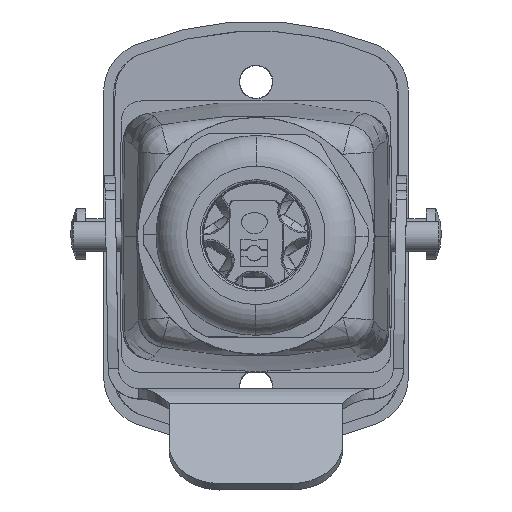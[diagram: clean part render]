
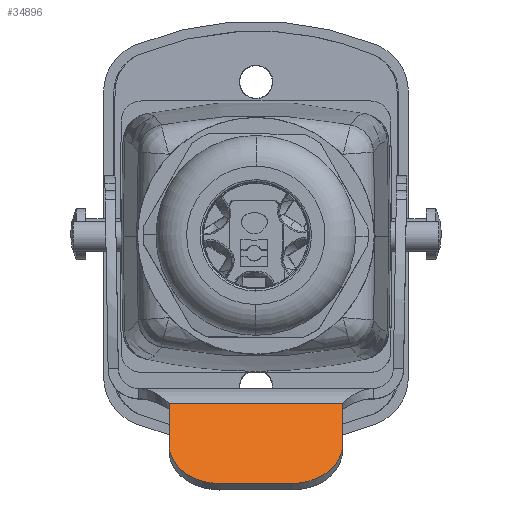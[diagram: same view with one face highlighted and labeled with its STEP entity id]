
A CAD part, top view. The second image highlights one B-rep face of the part: STEP entity #34896.
In plain terms, the highlighted planar face has unit normal (0, 0.643, 0.766).
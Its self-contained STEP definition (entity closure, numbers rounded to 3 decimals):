
#34847=AXIS2_PLACEMENT_3D('Plane Axis2P3D',#34844,#34845,#34846) ;
#34574=CARTESIAN_POINT('Vertex',(9.694,8.571,45.862)) ;
#34577=CARTESIAN_POINT('Line Origine',(23.999,8.571,45.866)) ;
#34581=CARTESIAN_POINT('Vertex',(26.767,8.571,45.866)) ;
#34844=CARTESIAN_POINT('Axis2P3D Location',(23.999,8.571,45.866)) ;
#34849=CARTESIAN_POINT('Line Origine',(9.693,4.607,49.188)) ;
#34853=CARTESIAN_POINT('Vertex',(9.693,4.473,49.301)) ;
#34857=CARTESIAN_POINT('Control Point',(9.693,4.473,49.301)) ;
#34858=CARTESIAN_POINT('Control Point',(9.693,3.27,50.311)) ;
#34859=CARTESIAN_POINT('Control Point',(10.308,2.065,51.321)) ;
#34860=CARTESIAN_POINT('Control Point',(11.55,1.114,52.12)) ;
#34861=CARTESIAN_POINT('Control Point',(13.122,0.643,52.516)) ;
#34862=CARTESIAN_POINT('Control Point',(14.693,0.643,52.516)) ;
#34863=CARTESIAN_POINT('Vertex',(14.693,0.643,52.516)) ;
#34866=CARTESIAN_POINT('Line Origine',(22.498,0.643,52.518)) ;
#34870=CARTESIAN_POINT('Vertex',(21.766,0.643,52.518)) ;
#34874=CARTESIAN_POINT('Control Point',(21.766,0.643,52.518)) ;
#34875=CARTESIAN_POINT('Control Point',(23.337,0.643,52.518)) ;
#34876=CARTESIAN_POINT('Control Point',(24.909,1.114,52.123)) ;
#34877=CARTESIAN_POINT('Control Point',(26.151,2.065,51.325)) ;
#34878=CARTESIAN_POINT('Control Point',(26.766,3.27,50.315)) ;
#34879=CARTESIAN_POINT('Control Point',(26.767,4.473,49.305)) ;
#34880=CARTESIAN_POINT('Vertex',(26.767,4.473,49.305)) ;
#34883=CARTESIAN_POINT('Line Origine',(26.767,4.607,49.193)) ;
#34578=DIRECTION('Vector Direction',(-1.,0.,0.)) ;
#34845=DIRECTION('Axis2P3D Direction',(0.,0.643,0.766)) ;
#34846=DIRECTION('Axis2P3D XDirection',(-1.,0.,0.)) ;
#34850=DIRECTION('Vector Direction',(0.,-0.766,0.643)) ;
#34867=DIRECTION('Vector Direction',(-1.,0.,0.)) ;
#34884=DIRECTION('Vector Direction',(0.,-0.766,0.643)) ;
#34579=VECTOR('Line Direction',#34578,1.) ;
#34851=VECTOR('Line Direction',#34850,1.) ;
#34868=VECTOR('Line Direction',#34867,1.) ;
#34885=VECTOR('Line Direction',#34884,1.) ;
#34889=ORIENTED_EDGE('',*,*,#34583,.F.) ;
#34890=ORIENTED_EDGE('',*,*,#34855,.T.) ;
#34891=ORIENTED_EDGE('',*,*,#34865,.T.) ;
#34892=ORIENTED_EDGE('',*,*,#34872,.T.) ;
#34893=ORIENTED_EDGE('',*,*,#34882,.F.) ;
#34894=ORIENTED_EDGE('',*,*,#34887,.F.) ;
#34896=ADVANCED_FACE('Hauptk\X2\00F6\X0\rper',(#34895),#34848,.T.) ;
#34856=B_SPLINE_CURVE_WITH_KNOTS('',5,(#34857,#34858,#34859,#34860,#34861,#34862),.UNSPECIFIED.,.F.,.U.,(6,6),(0.,7.854),.UNSPECIFIED.) ;
#34873=B_SPLINE_CURVE_WITH_KNOTS('',5,(#34874,#34875,#34876,#34877,#34878,#34879),.UNSPECIFIED.,.F.,.U.,(6,6),(7.854,15.708),.UNSPECIFIED.) ;
#34583=EDGE_CURVE('',#34575,#34582,#34580,.F.) ;
#34855=EDGE_CURVE('',#34575,#34854,#34852,.T.) ;
#34865=EDGE_CURVE('',#34854,#34864,#34856,.T.) ;
#34872=EDGE_CURVE('',#34864,#34871,#34869,.F.) ;
#34882=EDGE_CURVE('',#34881,#34871,#34873,.F.) ;
#34887=EDGE_CURVE('',#34582,#34881,#34886,.T.) ;
#34888=EDGE_LOOP('',(#34889,#34890,#34891,#34892,#34893,#34894)) ;
#34895=FACE_OUTER_BOUND('',#34888,.T.) ;
#34580=LINE('Line',#34577,#34579) ;
#34852=LINE('Line',#34849,#34851) ;
#34869=LINE('Line',#34866,#34868) ;
#34886=LINE('Line',#34883,#34885) ;
#34848=PLANE('',#34847) ;
#34575=VERTEX_POINT('',#34574) ;
#34582=VERTEX_POINT('',#34581) ;
#34854=VERTEX_POINT('',#34853) ;
#34864=VERTEX_POINT('',#34863) ;
#34871=VERTEX_POINT('',#34870) ;
#34881=VERTEX_POINT('',#34880) ;
